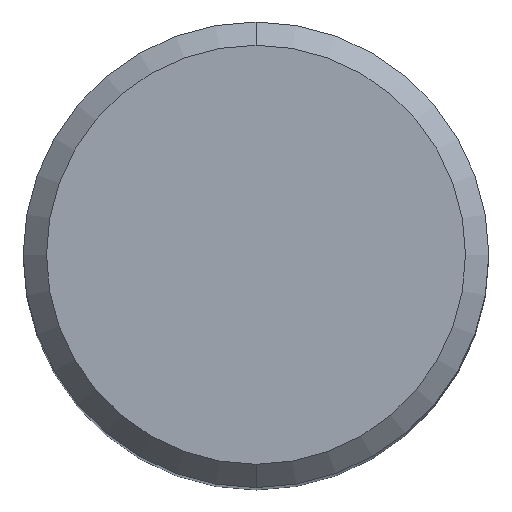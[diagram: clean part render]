
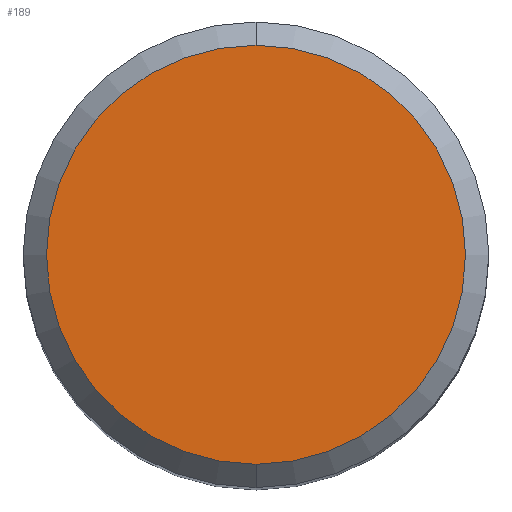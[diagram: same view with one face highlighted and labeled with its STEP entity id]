
A CAD part, top view. The second image highlights one B-rep face of the part: STEP entity #189.
In plain terms, the highlighted planar face has unit normal (0, 0, 1).
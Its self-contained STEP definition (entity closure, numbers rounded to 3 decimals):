
#189=ADVANCED_FACE('',(#497),#498,.T.);
#295=VERTEX_POINT('',#618);
#389=EDGE_CURVE('',#295,#453,#718,.T.);
#415=EDGE_CURVE('',#453,#295,#747,.T.);
#453=VERTEX_POINT('',#789);
#497=FACE_OUTER_BOUND('',#881,.T.);
#498=PLANE('',#882);
#618=CARTESIAN_POINT('',(0.0,7.2,0.0));
#718=CIRCLE('',#1308,7.2);
#747=CIRCLE('',#1354,7.2);
#789=CARTESIAN_POINT('',(0.,-7.2,0.0));
#881=EDGE_LOOP('',(#1520,#1521));
#882=AXIS2_PLACEMENT_3D('',#1522,#1523,#1524);
#1308=AXIS2_PLACEMENT_3D('',#1771,#1772,#1773);
#1354=AXIS2_PLACEMENT_3D('',#1802,#1803,#1804);
#1520=ORIENTED_EDGE('',*,*,#389,.F.);
#1521=ORIENTED_EDGE('',*,*,#415,.F.);
#1522=CARTESIAN_POINT('',(0.0,3.6,0.0));
#1523=DIRECTION('',(-0.0,0.0,1.0));
#1524=DIRECTION('',(0.0,-1.0,0.0));
#1771=CARTESIAN_POINT('',(0.0,0.0,0.0));
#1772=DIRECTION('',(0.0,0.0,-1.0));
#1773=DIRECTION('',(0.0,1.0,0.0));
#1802=CARTESIAN_POINT('',(0.0,0.0,0.0));
#1803=DIRECTION('',(0.0,0.0,-1.0));
#1804=DIRECTION('',(0.0,1.0,0.0));
